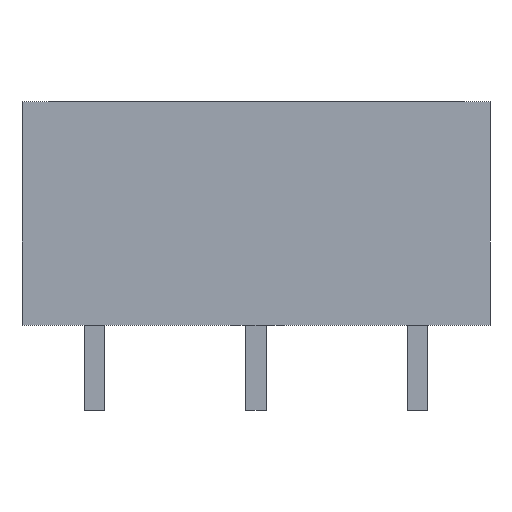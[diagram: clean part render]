
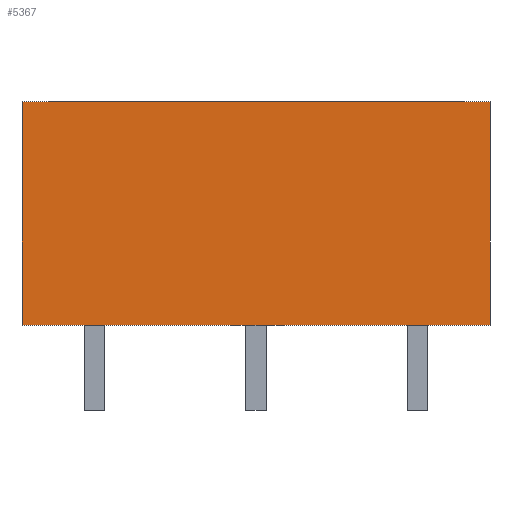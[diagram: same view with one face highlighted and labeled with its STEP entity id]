
A CAD part, front view. The second image highlights one B-rep face of the part: STEP entity #5367.
In plain terms, the highlighted planar face has unit normal (0, -1, 0).
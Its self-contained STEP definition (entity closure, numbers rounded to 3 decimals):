
#5311=CARTESIAN_POINT('',(11.,-12.0,10.5));
#5312=VERTEX_POINT('',#5311);
#5319=CARTESIAN_POINT('',(11.,-12.0,0.0));
#5320=VERTEX_POINT('',#5319);
#5321=CARTESIAN_POINT('',(11.,-12.0,0.0));
#5322=DIRECTION('',(0.0,0.0,1.0));
#5323=VECTOR('',#5322,10.5);
#5324=LINE('',#5321,#5323);
#5325=EDGE_CURVE('',#5320,#5312,#5324,.T.);
#5337=CARTESIAN_POINT('',(11.,-12.0,0.0));
#5338=DIRECTION('',(0.0,-1.0,0.0));
#5339=DIRECTION('',(0.0,0.0,-1.0));
#5340=AXIS2_PLACEMENT_3D('',#5337,#5338,#5339);
#5341=PLANE('',#5340);
#5342=CARTESIAN_POINT('',(-11.0,-12.0,10.5));
#5343=VERTEX_POINT('',#5342);
#5344=CARTESIAN_POINT('',(11.,-12.0,10.5));
#5345=DIRECTION('',(-1.0,0.0,0.0));
#5346=VECTOR('',#5345,22.);
#5347=LINE('',#5344,#5346);
#5348=EDGE_CURVE('',#5312,#5343,#5347,.T.);
#5349=ORIENTED_EDGE('',*,*,#5348,.T.);
#5350=CARTESIAN_POINT('',(-11.0,-12.0,0.0));
#5351=VERTEX_POINT('',#5350);
#5352=CARTESIAN_POINT('',(-11.0,-12.0,0.0));
#5353=DIRECTION('',(0.0,0.0,1.0));
#5354=VECTOR('',#5353,10.5);
#5355=LINE('',#5352,#5354);
#5356=EDGE_CURVE('',#5351,#5343,#5355,.T.);
#5357=ORIENTED_EDGE('',*,*,#5356,.F.);
#5358=CARTESIAN_POINT('',(-11.0,-12.0,0.0));
#5359=DIRECTION('',(1.0,0.0,0.0));
#5360=VECTOR('',#5359,22.);
#5361=LINE('',#5358,#5360);
#5362=EDGE_CURVE('',#5351,#5320,#5361,.T.);
#5363=ORIENTED_EDGE('',*,*,#5362,.T.);
#5364=ORIENTED_EDGE('',*,*,#5325,.T.);
#5365=EDGE_LOOP('',(#5349,#5357,#5363,#5364));
#5366=FACE_OUTER_BOUND('',#5365,.T.);
#5367=ADVANCED_FACE('',(#5366),#5341,.T.);
